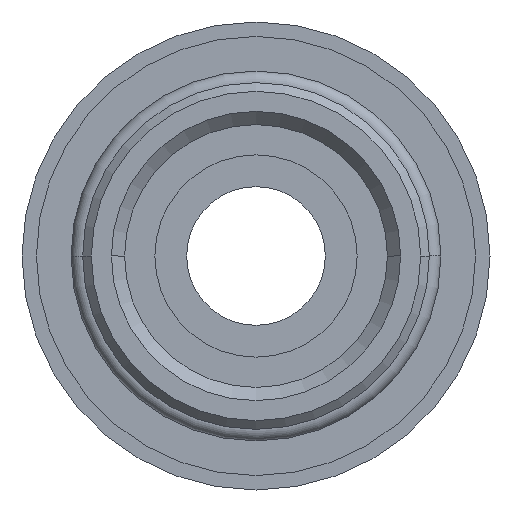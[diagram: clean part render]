
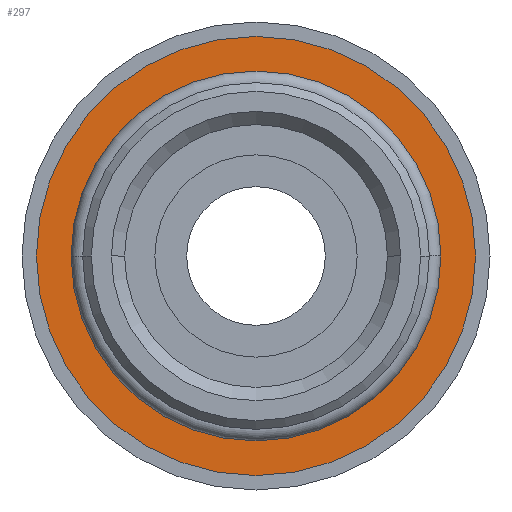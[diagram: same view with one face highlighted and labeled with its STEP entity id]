
A CAD part, front view. The second image highlights one B-rep face of the part: STEP entity #297.
In plain terms, the highlighted planar face has unit normal (0, -1, 0).
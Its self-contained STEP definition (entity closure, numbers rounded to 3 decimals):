
#297=ADVANCED_FACE('',(#607,#608),#609,.T.);
#607=FACE_OUTER_BOUND('',#926,.T.);
#608=FACE_BOUND('',#927,.T.);
#609=PLANE('',#928);
#926=EDGE_LOOP('',(#1682,#1683));
#927=EDGE_LOOP('',(#1684,#1685));
#928=AXIS2_PLACEMENT_3D('',#1686,#1687,#1688);
#1682=ORIENTED_EDGE('',*,*,#1807,.F.);
#1683=ORIENTED_EDGE('',*,*,#2061,.F.);
#1684=ORIENTED_EDGE('',*,*,#1814,.T.);
#1685=ORIENTED_EDGE('',*,*,#2059,.T.);
#1686=CARTESIAN_POINT('',(6.8,4.0,0.0));
#1687=DIRECTION('',(-0.0,-1.0,-0.0));
#1688=DIRECTION('',(-1.0,0.0,0.0));
#1807=EDGE_CURVE('',#2131,#2134,#2135,.T.);
#1814=EDGE_CURVE('',#2141,#2145,#2147,.T.);
#2059=EDGE_CURVE('',#2145,#2141,#2486,.T.);
#2061=EDGE_CURVE('',#2134,#2131,#2488,.T.);
#2131=VERTEX_POINT('',#2566);
#2134=VERTEX_POINT('',#2570);
#2135=CIRCLE('',#2571,7.6);
#2141=VERTEX_POINT('',#2578);
#2145=VERTEX_POINT('',#2583);
#2147=CIRCLE('',#2586,6.0);
#2486=CIRCLE('',#3497,6.0);
#2488=CIRCLE('',#3499,7.6);
#2566=CARTESIAN_POINT('',(7.6,4.0,0.0));
#2570=CARTESIAN_POINT('',(-7.6,4.0,0.));
#2571=AXIS2_PLACEMENT_3D('',#3571,#3572,#3573);
#2578=CARTESIAN_POINT('',(6.0,4.0,0.0));
#2583=CARTESIAN_POINT('',(-6.0,4.0,0.));
#2586=AXIS2_PLACEMENT_3D('',#3583,#3584,#3585);
#3497=AXIS2_PLACEMENT_3D('',#3849,#3850,#3851);
#3499=AXIS2_PLACEMENT_3D('',#3852,#3853,#3854);
#3571=CARTESIAN_POINT('',(0.0,4.0,0.0));
#3572=DIRECTION('',(-0.0,1.0,0.0));
#3573=DIRECTION('',(1.0,0.0,0.0));
#3583=CARTESIAN_POINT('',(0.0,4.0,0.0));
#3584=DIRECTION('',(-0.0,1.0,0.0));
#3585=DIRECTION('',(1.0,0.0,0.0));
#3849=CARTESIAN_POINT('',(0.0,4.0,0.0));
#3850=DIRECTION('',(-0.0,1.0,0.0));
#3851=DIRECTION('',(1.0,0.0,0.0));
#3852=CARTESIAN_POINT('',(0.0,4.0,0.0));
#3853=DIRECTION('',(-0.0,1.0,0.0));
#3854=DIRECTION('',(1.0,0.0,0.0));
